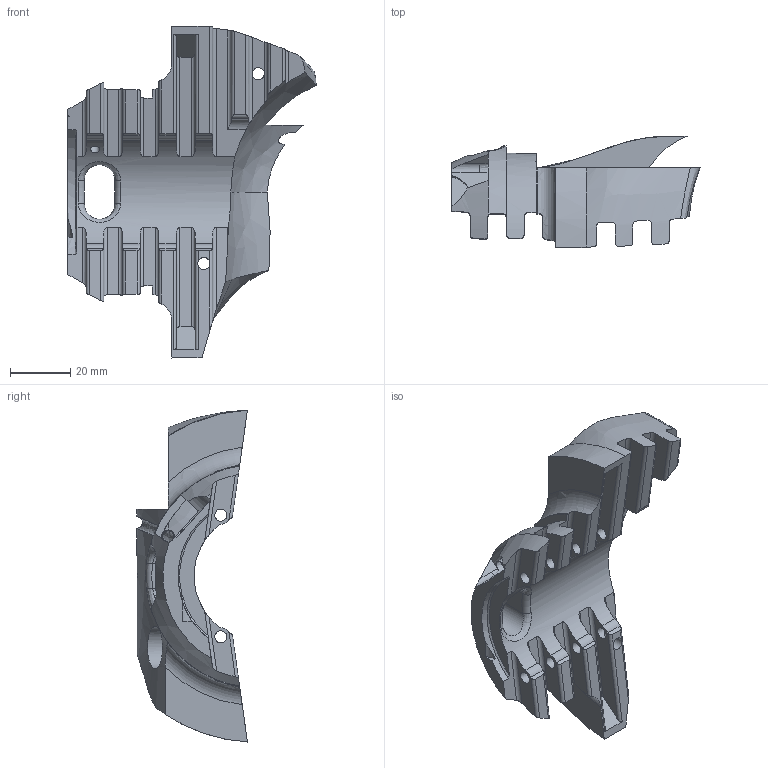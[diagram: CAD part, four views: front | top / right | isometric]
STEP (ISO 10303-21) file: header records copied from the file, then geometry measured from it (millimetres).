
FILE_DESCRIPTION(/* description */ ('STEP AP214'),/* implementation_level */ '2;1');
FILE_NAME(/* name */ '683c51414258294a187f3e33',/* time_stamp */ '2025-06-01T13:10:26Z',/* author */ (''),/* organization */ (''),/* preprocessor_version */ 'ST-DEVELOPER v20',/* originating_system */ 'ONSHAPE BY PTC INC, 1.198',/* authorisation */ ' ');
FILE_SCHEMA (('AUTOMOTIVE_DESIGN {1 0 10303 214 3 1 1}'));
Length unit declared in the file: metre
Products named in the file (1): Part 16
Bounding box: 82.16 x 36.64 x 109.8 mm (x, y, z)
Volume: 74106.4 mm3; surface area: 22486.7 mm2
Topology: 1 solids, 1 shells, 183 faces, 550 edges, 365 vertices
Faces by surface type: cylinder 89, plane 70, bspline 16, torus 5, cone 3
Full cylindrical faces by diameter (mm): 2 x1, 3 x1, 4 x11, 14 x1
Entity records: 6965 total; most frequent: CARTESIAN_POINT 2392, ORIENTED_EDGE 1030, DIRECTION 821, EDGE_CURVE 515, VERTEX_POINT 348, AXIS2_PLACEMENT_3D 315, EDGE_LOOP 223, FACE_BOUND 223
